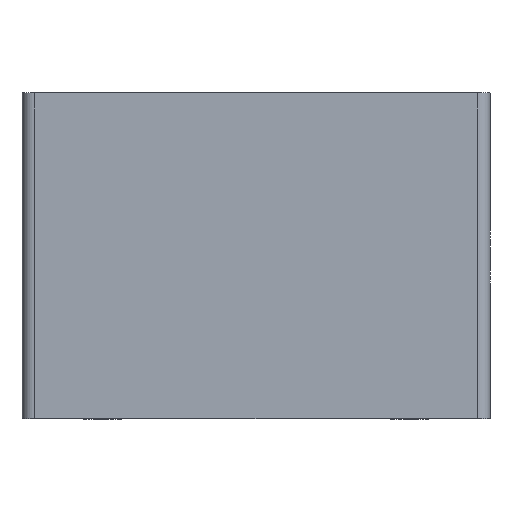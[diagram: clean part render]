
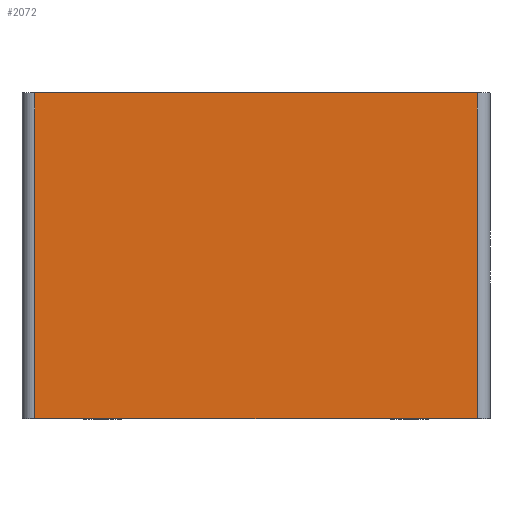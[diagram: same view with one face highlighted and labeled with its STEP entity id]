
A CAD part, top view. The second image highlights one B-rep face of the part: STEP entity #2072.
In plain terms, the highlighted planar face has unit normal (0, 0, 1).
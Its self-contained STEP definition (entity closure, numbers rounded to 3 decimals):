
#59=PLANE('',#2258);
#150=FACE_OUTER_BOUND('',#260,.T.);
#260=EDGE_LOOP('',(#1759,#1760,#1761,#1762));
#315=LINE('',#2971,#539);
#446=LINE('',#3318,#670);
#473=LINE('',#3393,#697);
#474=LINE('',#3395,#698);
#539=VECTOR('',#2353,10.);
#670=VECTOR('',#2648,10.);
#697=VECTOR('',#2747,10.);
#698=VECTOR('',#2750,10.);
#855=VERTEX_POINT('',#2968);
#856=VERTEX_POINT('',#2970);
#989=VERTEX_POINT('',#3315);
#990=VERTEX_POINT('',#3317);
#1058=EDGE_CURVE('',#856,#855,#315,.T.);
#1234=EDGE_CURVE('',#989,#990,#446,.T.);
#1273=EDGE_CURVE('',#856,#989,#473,.T.);
#1274=EDGE_CURVE('',#990,#855,#474,.T.);
#1759=ORIENTED_EDGE('',*,*,#1273,.F.);
#1760=ORIENTED_EDGE('',*,*,#1058,.T.);
#1761=ORIENTED_EDGE('',*,*,#1274,.F.);
#1762=ORIENTED_EDGE('',*,*,#1234,.F.);
#2072=ADVANCED_FACE('',(#150),#59,.T.);
#2258=AXIS2_PLACEMENT_3D('',#3394,#2748,#2749);
#2353=DIRECTION('',(1.,0.,0.));
#2648=DIRECTION('',(1.,0.,0.));
#2747=DIRECTION('',(0.,1.,0.));
#2748=DIRECTION('center_axis',(0.,0.,1.));
#2749=DIRECTION('ref_axis',(1.,0.,0.));
#2750=DIRECTION('',(0.,-1.,0.));
#2968=CARTESIAN_POINT('',(3.5,0.86,1.175));
#2970=CARTESIAN_POINT('',(-3.5,0.86,1.175));
#2971=CARTESIAN_POINT('',(-1.85,0.86,1.175));
#3315=CARTESIAN_POINT('',(-3.5,6.01,1.175));
#3317=CARTESIAN_POINT('',(3.5,6.01,1.175));
#3318=CARTESIAN_POINT('',(-3.7,6.01,1.175));
#3393=CARTESIAN_POINT('',(-3.5,0.,1.175));
#3394=CARTESIAN_POINT('Origin',(-3.7,0.,1.175));
#3395=CARTESIAN_POINT('',(3.5,0.,1.175));
